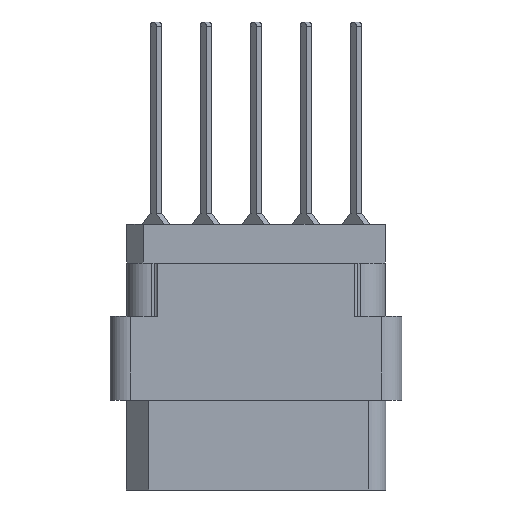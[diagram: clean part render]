
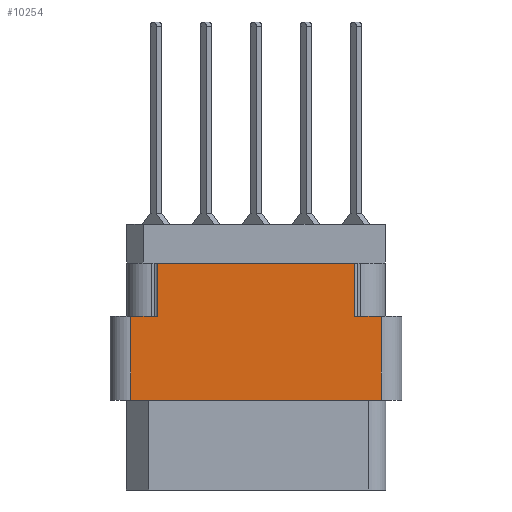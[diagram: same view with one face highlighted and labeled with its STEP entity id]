
A CAD part, left-side view. The second image highlights one B-rep face of the part: STEP entity #10254.
In plain terms, the highlighted planar face has unit normal (-1, 0, 0).
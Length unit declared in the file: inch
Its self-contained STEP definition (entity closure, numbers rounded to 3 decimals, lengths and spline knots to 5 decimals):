
#2293 = LINE ( 'NONE', #22235, #3487 ) ;
#2787 = VECTOR ( 'NONE', #3901, 39.37008 ) ;
#3033 = ORIENTED_EDGE ( 'NONE', *, *, #10784, .F. ) ;
#3206 = CARTESIAN_POINT ( 'NONE',  ( -1., -0.376, -0.798 ) ) ;
#3256 = CARTESIAN_POINT ( 'NONE',  ( -1., -0.376, -0.529 ) ) ;
#3487 = VECTOR ( 'NONE', #19963, 39.37008 ) ;
#3901 = DIRECTION ( 'NONE',  ( 0., -1., 0. ) ) ;
#4289 = CARTESIAN_POINT ( 'NONE',  ( -1., 0.376, -0.798 ) ) ;
#4789 = CARTESIAN_POINT ( 'NONE',  ( -1., 0.296, -0.277 ) ) ;
#5657 = DIRECTION ( 'NONE',  ( 0., 0., 1. ) ) ;
#6033 = CARTESIAN_POINT ( 'NONE',  ( -1., -0.296, -0.277 ) ) ;
#6661 = VECTOR ( 'NONE', #22925, 39.37008 ) ;
#6766 = CARTESIAN_POINT ( 'NONE',  ( -1., -0.376, -0.529 ) ) ;
#6865 = EDGE_CURVE ( 'NONE', #9197, #10504, #14904, .T. ) ;
#6912 = EDGE_CURVE ( 'NONE', #24641, #10504, #2293, .T. ) ;
#9090 = AXIS2_PLACEMENT_3D ( 'NONE', #3206, #10260, #5657 ) ;
#9110 = VERTEX_POINT ( 'NONE', #23609 ) ;
#9197 = VERTEX_POINT ( 'NONE', #10887 ) ;
#10216 = LINE ( 'NONE', #27493, #6661 ) ;
#10254 = ADVANCED_FACE ( 'NONE', ( #17637 ), #27537, .T. ) ;
#10260 = DIRECTION ( 'NONE',  ( -1., 0., 0. ) ) ;
#10504 = VERTEX_POINT ( 'NONE', #16132 ) ;
#10784 = EDGE_CURVE ( 'NONE', #11245, #24641, #10216, .T. ) ;
#10868 = VECTOR ( 'NONE', #21448, 39.37008 ) ;
#10887 = CARTESIAN_POINT ( 'NONE',  ( -1., -0.296, -0.277 ) ) ;
#11245 = VERTEX_POINT ( 'NONE', #4789 ) ;
#11331 = LINE ( 'NONE', #4289, #10868 ) ;
#12863 = ORIENTED_EDGE ( 'NONE', *, *, #13140, .F. ) ;
#12918 = DIRECTION ( 'NONE',  ( 0., 0., 1. ) ) ;
#13140 = EDGE_CURVE ( 'NONE', #15385, #19676, #13397, .T. ) ;
#13397 = LINE ( 'NONE', #3256, #27707 ) ;
#14904 = LINE ( 'NONE', #20124, #29035 ) ;
#15385 = VERTEX_POINT ( 'NONE', #6766 ) ;
#15476 = CARTESIAN_POINT ( 'NONE',  ( -1., -0.376, -0.798 ) ) ;
#16132 = CARTESIAN_POINT ( 'NONE',  ( -1., -0.296, -0.117 ) ) ;
#16148 = VECTOR ( 'NONE', #20147, 39.37008 ) ;
#16181 = DIRECTION ( 'NONE',  ( 0., 1., 0. ) ) ;
#17252 = EDGE_CURVE ( 'NONE', #29695, #11245, #26264, .T. ) ;
#17399 = ORIENTED_EDGE ( 'NONE', *, *, #31016, .F. ) ;
#17627 = DIRECTION ( 'NONE',  ( 0., 0., 1. ) ) ;
#17637 = FACE_OUTER_BOUND ( 'NONE', #24755, .T. ) ;
#17918 = ORIENTED_EDGE ( 'NONE', *, *, #17252, .F. ) ;
#19650 = EDGE_CURVE ( 'NONE', #9197, #9110, #27461, .T. ) ;
#19676 = VERTEX_POINT ( 'NONE', #27620 ) ;
#19963 = DIRECTION ( 'NONE',  ( 0., -1., 0. ) ) ;
#20124 = CARTESIAN_POINT ( 'NONE',  ( -1., -0.296, -0.277 ) ) ;
#20147 = DIRECTION ( 'NONE',  ( 0., -1., 0. ) ) ;
#20988 = ORIENTED_EDGE ( 'NONE', *, *, #6912, .F. ) ;
#21118 = CARTESIAN_POINT ( 'NONE',  ( -1., 0.376, -0.277 ) ) ;
#21448 = DIRECTION ( 'NONE',  ( 0., 0., 1. ) ) ;
#22235 = CARTESIAN_POINT ( 'NONE',  ( -1., 0.438, -0.117 ) ) ;
#22925 = DIRECTION ( 'NONE',  ( 0., 0., 1. ) ) ;
#23466 = CARTESIAN_POINT ( 'NONE',  ( -1., 0.296, -0.117 ) ) ;
#23609 = CARTESIAN_POINT ( 'NONE',  ( -1., -0.376, -0.277 ) ) ;
#23810 = CARTESIAN_POINT ( 'NONE',  ( -1., 0.438, -0.277 ) ) ;
#24641 = VERTEX_POINT ( 'NONE', #23466 ) ;
#24755 = EDGE_LOOP ( 'NONE', ( #17399, #12863, #27850, #29334, #29601, #20988, #3033, #17918 ) ) ;
#25564 = LINE ( 'NONE', #15476, #27531 ) ;
#26264 = LINE ( 'NONE', #23810, #2787 ) ;
#27461 = LINE ( 'NONE', #6033, #16148 ) ;
#27493 = CARTESIAN_POINT ( 'NONE',  ( -1., 0.296, -0.277 ) ) ;
#27531 = VECTOR ( 'NONE', #17627, 39.37008 ) ;
#27537 = PLANE ( 'NONE',  #9090 ) ;
#27620 = CARTESIAN_POINT ( 'NONE',  ( -1., 0.376, -0.529 ) ) ;
#27707 = VECTOR ( 'NONE', #16181, 39.37008 ) ;
#27850 = ORIENTED_EDGE ( 'NONE', *, *, #30900, .T. ) ;
#29035 = VECTOR ( 'NONE', #12918, 39.37008 ) ;
#29334 = ORIENTED_EDGE ( 'NONE', *, *, #19650, .F. ) ;
#29601 = ORIENTED_EDGE ( 'NONE', *, *, #6865, .T. ) ;
#29695 = VERTEX_POINT ( 'NONE', #21118 ) ;
#30900 = EDGE_CURVE ( 'NONE', #15385, #9110, #25564, .T. ) ;
#31016 = EDGE_CURVE ( 'NONE', #19676, #29695, #11331, .T. ) ;
